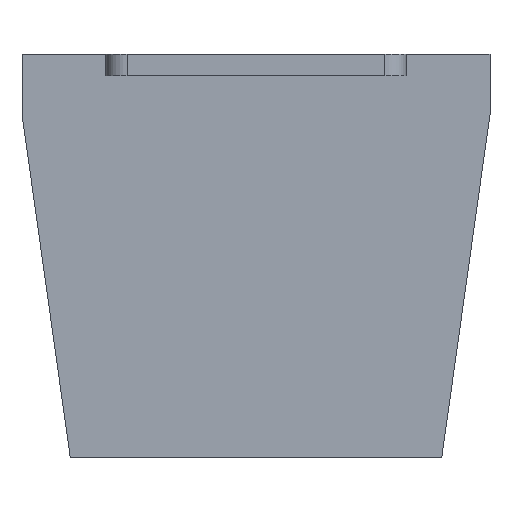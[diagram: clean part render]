
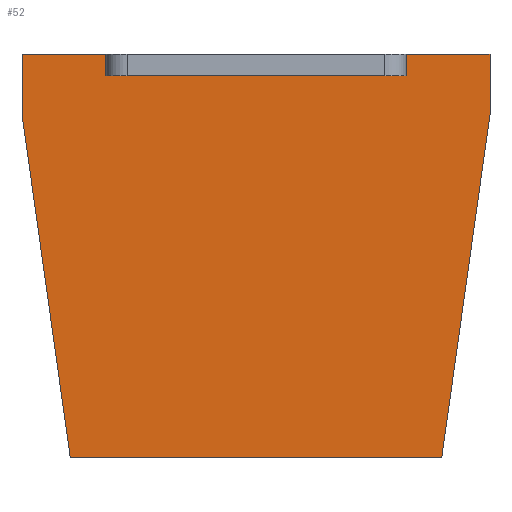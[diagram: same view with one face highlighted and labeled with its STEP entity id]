
A CAD part, front view. The second image highlights one B-rep face of the part: STEP entity #52.
In plain terms, the highlighted planar face has unit normal (0, -1, 0).
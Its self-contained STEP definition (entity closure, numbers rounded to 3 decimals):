
#52=ADVANCED_FACE('',(#86),#70,.T.);
#70=PLANE('',#357);
#86=FACE_OUTER_BOUND('',#104,.T.);
#104=EDGE_LOOP('',(#135,#136,#137,#138,#139,#140,#141,#142,#143,#144));
#135=ORIENTED_EDGE('',*,*,#245,.F.);
#136=ORIENTED_EDGE('',*,*,#235,.T.);
#137=ORIENTED_EDGE('',*,*,#246,.T.);
#138=ORIENTED_EDGE('',*,*,#243,.F.);
#139=ORIENTED_EDGE('',*,*,#247,.F.);
#140=ORIENTED_EDGE('',*,*,#248,.T.);
#141=ORIENTED_EDGE('',*,*,#249,.T.);
#142=ORIENTED_EDGE('',*,*,#250,.T.);
#143=ORIENTED_EDGE('',*,*,#251,.T.);
#144=ORIENTED_EDGE('',*,*,#239,.F.);
#207=VERTEX_POINT('',#467);
#208=VERTEX_POINT('',#468);
#209=VERTEX_POINT('',#473);
#210=VERTEX_POINT('',#475);
#213=VERTEX_POINT('',#481);
#214=VERTEX_POINT('',#483);
#215=VERTEX_POINT('',#489);
#216=VERTEX_POINT('',#491);
#217=VERTEX_POINT('',#493);
#218=VERTEX_POINT('',#495);
#235=EDGE_CURVE('',#207,#208,#277,.T.);
#239=EDGE_CURVE('',#209,#210,#278,.T.);
#243=EDGE_CURVE('',#213,#214,#282,.T.);
#245=EDGE_CURVE('',#207,#209,#283,.T.);
#246=EDGE_CURVE('',#208,#214,#284,.T.);
#247=EDGE_CURVE('',#215,#213,#285,.T.);
#248=EDGE_CURVE('',#215,#216,#286,.T.);
#249=EDGE_CURVE('',#216,#217,#287,.T.);
#250=EDGE_CURVE('',#217,#218,#288,.T.);
#251=EDGE_CURVE('',#218,#210,#289,.T.);
#277=LINE('',#466,#315);
#278=LINE('',#474,#316);
#282=LINE('',#482,#320);
#283=LINE('',#486,#321);
#284=LINE('',#487,#322);
#285=LINE('',#488,#323);
#286=LINE('',#490,#324);
#287=LINE('',#492,#325);
#288=LINE('',#494,#326);
#289=LINE('',#496,#327);
#315=VECTOR('',#380,1.);
#316=VECTOR('',#389,1.);
#320=VECTOR('',#393,1.);
#321=VECTOR('',#398,1.);
#322=VECTOR('',#399,1.);
#323=VECTOR('',#400,1.);
#324=VECTOR('',#401,1.);
#325=VECTOR('',#402,1.);
#326=VECTOR('',#403,1.);
#327=VECTOR('',#404,1.);
#357=AXIS2_PLACEMENT_3D('',#497,#405,#406);
#380=DIRECTION('',(-1.,0.,0.));
#389=DIRECTION('',(1.,0.,0.));
#393=DIRECTION('',(1.,0.,0.));
#398=DIRECTION('',(0.,0.,1.));
#399=DIRECTION('',(0.,0.,1.));
#400=DIRECTION('',(0.,0.,1.));
#401=DIRECTION('',(0.139,0.,-0.99));
#402=DIRECTION('',(1.,0.,0.));
#403=DIRECTION('',(0.139,0.,0.99));
#404=DIRECTION('',(0.,0.,1.));
#405=DIRECTION('',(0.,-1.,0.));
#406=DIRECTION('',(0.,0.,-1.));
#466=CARTESIAN_POINT('',(171.5,302.,84.));
#467=CARTESIAN_POINT('',(171.5,302.,84.));
#468=CARTESIAN_POINT('',(101.5,302.,84.));
#473=CARTESIAN_POINT('',(171.5,302.,89.));
#474=CARTESIAN_POINT('',(82.,302.,89.));
#475=CARTESIAN_POINT('',(191.,302.,89.));
#481=CARTESIAN_POINT('',(82.,302.,89.));
#482=CARTESIAN_POINT('',(82.,302.,89.));
#483=CARTESIAN_POINT('',(101.5,302.,89.));
#486=CARTESIAN_POINT('',(171.5,302.,84.));
#487=CARTESIAN_POINT('',(101.5,302.,84.));
#488=CARTESIAN_POINT('',(82.,302.,-5.));
#489=CARTESIAN_POINT('',(82.,302.,75.));
#490=CARTESIAN_POINT('',(93.025,302.,-3.45));
#491=CARTESIAN_POINT('',(93.243,302.,-5.));
#492=CARTESIAN_POINT('',(82.,302.,-5.));
#493=CARTESIAN_POINT('',(179.757,302.,-5.));
#494=CARTESIAN_POINT('',(177.863,302.,-18.473));
#495=CARTESIAN_POINT('',(191.,302.,75.));
#496=CARTESIAN_POINT('',(191.,302.,-5.));
#497=CARTESIAN_POINT('',(82.,302.,-5.));
